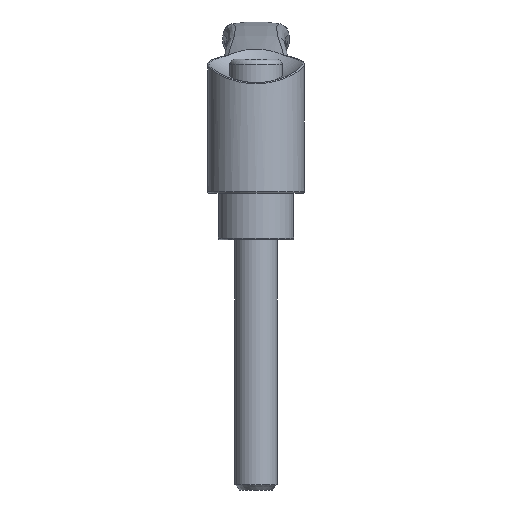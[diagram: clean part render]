
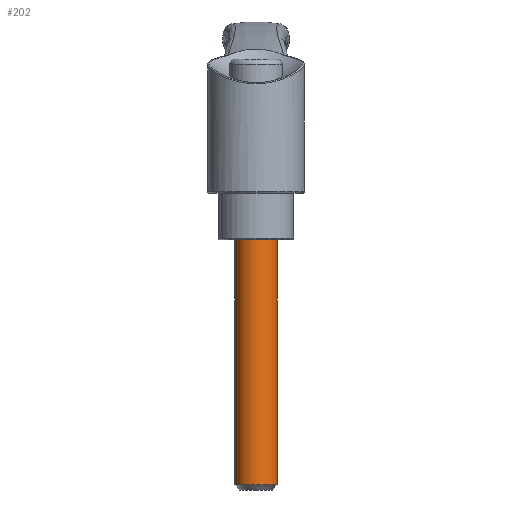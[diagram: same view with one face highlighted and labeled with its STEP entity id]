
A CAD part, left-side view. The second image highlights one B-rep face of the part: STEP entity #202.
In plain terms, the highlighted cylindrical face has radius 6 mm (diameter 12 mm), a full revolution.
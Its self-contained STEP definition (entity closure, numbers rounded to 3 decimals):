
#202 = ADVANCED_FACE( '', ( #410, #411 ), #412, .T. );
#410 = FACE_OUTER_BOUND( '', #4119, .T. );
#411 = FACE_OUTER_BOUND( '', #4120, .T. );
#412 = CYLINDRICAL_SURFACE( '', #4121, 6. );
#4119 = EDGE_LOOP( '', ( #4546 ) );
#4120 = EDGE_LOOP( '', ( #4547 ) );
#4121 = AXIS2_PLACEMENT_3D( '', #4548, #4549, #4550 );
#4546 = ORIENTED_EDGE( '', *, *, #4725, .T. );
#4547 = ORIENTED_EDGE( '', *, *, #4729, .T. );
#4548 = CARTESIAN_POINT( '', ( 0., 0., -83. ) );
#4549 = DIRECTION( '', ( 0., 0., -1. ) );
#4550 = DIRECTION( '', ( 1., 0., 0. ) );
#4725 = EDGE_CURVE( '', #5002, #5002, #5003, .F. );
#4729 = EDGE_CURVE( '', #5007, #5007, #5008, .T. );
#5002 = VERTEX_POINT( '', #7674 );
#5003 = CIRCLE( '', #7675, 6. );
#5007 = VERTEX_POINT( '', #7679 );
#5008 = CIRCLE( '', #7680, 6. );
#7674 = CARTESIAN_POINT( '', ( -6., 0., -81.5 ) );
#7675 = AXIS2_PLACEMENT_3D( '', #7804, #7805, #7806 );
#7679 = CARTESIAN_POINT( '', ( 0., 6., -13. ) );
#7680 = AXIS2_PLACEMENT_3D( '', #7810, #7811, #7812 );
#7804 = CARTESIAN_POINT( '', ( 0., 0., -81.5 ) );
#7805 = DIRECTION( '', ( 0., 0., -1. ) );
#7806 = DIRECTION( '', ( -1., 0., 0. ) );
#7810 = CARTESIAN_POINT( '', ( 0., 0., -13. ) );
#7811 = DIRECTION( '', ( 0., 0., -1. ) );
#7812 = DIRECTION( '', ( 0., 1., 0. ) );
